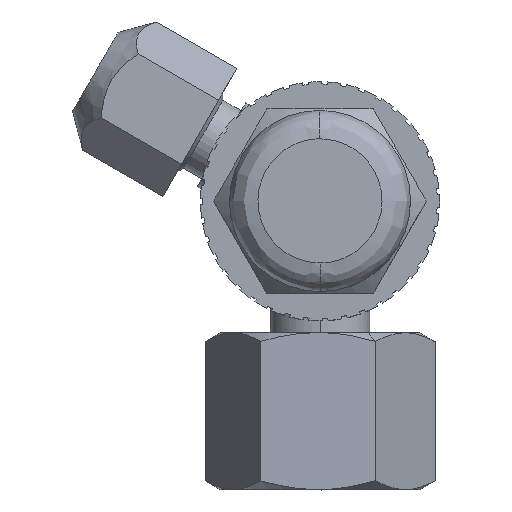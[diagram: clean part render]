
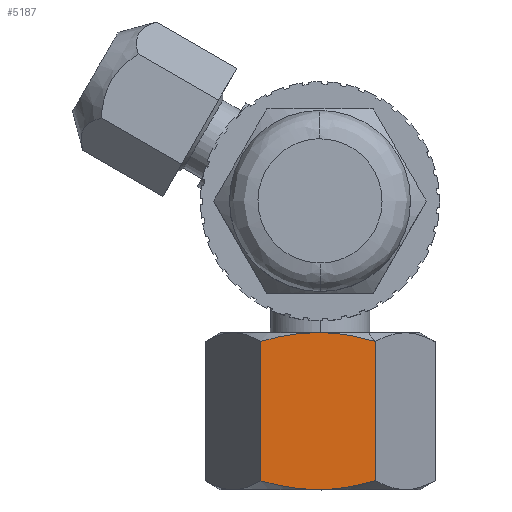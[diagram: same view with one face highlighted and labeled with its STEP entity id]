
A CAD part, top view. The second image highlights one B-rep face of the part: STEP entity #5187.
In plain terms, the highlighted planar face has unit normal (-0.019, 0, 1).
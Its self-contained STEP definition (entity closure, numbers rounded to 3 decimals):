
#112 = CARTESIAN_POINT ( 'NONE',  ( -5.584, -31.441, 8.624 ) ) ;
#171 = CARTESIAN_POINT ( 'NONE',  ( -2.392, -32.036, 8.687 ) ) ;
#328 = B_SPLINE_CURVE_WITH_KNOTS ( 'NONE', 3,
 ( #900, #5097, #171, #7340, #112, #8285 ),
 .UNSPECIFIED., .F., .F.,
 ( 4, 2, 4 ),
 ( 0., 0.003, 0.006 ),
 .UNSPECIFIED. ) ;
#447 = PLANE ( 'NONE',  #9388 ) ;
#460 = DIRECTION ( 'NONE',  ( 0., 1., 0. ) ) ;
#559 = ORIENTED_EDGE ( 'NONE', *, *, #9267, .T. ) ;
#565 = CARTESIAN_POINT ( 'NONE',  ( -2.392, -14.7, 8.687 ) ) ;
#698 = CARTESIAN_POINT ( 'NONE',  ( 4.094, -15.045, 8.813 ) ) ;
#900 = CARTESIAN_POINT ( 'NONE',  ( -0.217, -32.131, 8.729 ) ) ;
#1115 = EDGE_CURVE ( 'NONE', #9678, #5168, #328, .T. ) ;
#1128 = CARTESIAN_POINT ( 'NONE',  ( 5.15, -31.441, 8.834 ) ) ;
#1247 = CARTESIAN_POINT ( 'NONE',  ( -5.584, -15.295, 8.624 ) ) ;
#1875 = EDGE_CURVE ( 'NONE', #4917, #9678, #2209, .T. ) ;
#1897 = ORIENTED_EDGE ( 'NONE', *, *, #3197, .F. ) ;
#2073 = CARTESIAN_POINT ( 'NONE',  ( 6.198, -31.138, 8.854 ) ) ;
#2209 = B_SPLINE_CURVE_WITH_KNOTS ( 'NONE', 3,
 ( #8350, #1128, #3572, #9980, #8405, #2773 ),
 .UNSPECIFIED., .F., .F.,
 ( 4, 2, 4 ),
 ( 0., 0.003, 0.006 ),
 .UNSPECIFIED. ) ;
#2210 = B_SPLINE_CURVE_WITH_KNOTS ( 'NONE', 3,
 ( #3829, #3035, #698, #9455, #3193, #8654 ),
 .UNSPECIFIED., .F., .F.,
 ( 4, 2, 4 ),
 ( 0., 0.003, 0.006 ),
 .UNSPECIFIED. ) ;
#2773 = CARTESIAN_POINT ( 'NONE',  ( -0.217, -32.131, 8.729 ) ) ;
#2885 = DIRECTION ( 'NONE',  ( -1., 0., -0.02 ) ) ;
#2896 = CARTESIAN_POINT ( 'NONE',  ( -6.632, -14.605, 8.604 ) ) ;
#3035 = CARTESIAN_POINT ( 'NONE',  ( 5.15, -15.295, 8.834 ) ) ;
#3059 = VERTEX_POINT ( 'NONE', #8901 ) ;
#3130 = VECTOR ( 'NONE', #460, 1000. ) ;
#3193 = CARTESIAN_POINT ( 'NONE',  ( 0.878, -14.605, 8.751 ) ) ;
#3197 = EDGE_CURVE ( 'NONE', #5168, #3059, #7586, .T. ) ;
#3572 = CARTESIAN_POINT ( 'NONE',  ( 4.094, -31.691, 8.813 ) ) ;
#3634 = CARTESIAN_POINT ( 'NONE',  ( -4.528, -15.045, 8.645 ) ) ;
#3701 = CARTESIAN_POINT ( 'NONE',  ( -0.217, -14.605, 8.729 ) ) ;
#3793 = CARTESIAN_POINT ( 'NONE',  ( -6.632, -15.598, 8.604 ) ) ;
#3829 = CARTESIAN_POINT ( 'NONE',  ( 6.198, -15.598, 8.854 ) ) ;
#4447 = ORIENTED_EDGE ( 'NONE', *, *, #9488, .T. ) ;
#4467 = CARTESIAN_POINT ( 'NONE',  ( -6.632, -31.138, 8.604 ) ) ;
#4527 = DIRECTION ( 'NONE',  ( -0.02, 0., 1. ) ) ;
#4917 = VERTEX_POINT ( 'NONE', #2073 ) ;
#5097 = CARTESIAN_POINT ( 'NONE',  ( -1.312, -32.131, 8.708 ) ) ;
#5168 = VERTEX_POINT ( 'NONE', #4467 ) ;
#5187 = ADVANCED_FACE ( 'NONE', ( #6831 ), #447, .T. ) ;
#5278 = CARTESIAN_POINT ( 'NONE',  ( -0.217, -14.605, 8.729 ) ) ;
#5305 = VERTEX_POINT ( 'NONE', #8775 ) ;
#5397 = CARTESIAN_POINT ( 'NONE',  ( 6.198, -14.605, 8.854 ) ) ;
#5437 = CARTESIAN_POINT ( 'NONE',  ( -1.312, -14.605, 8.708 ) ) ;
#5488 = LINE ( 'NONE', #5397, #8720 ) ;
#6013 = ORIENTED_EDGE ( 'NONE', *, *, #1875, .F. ) ;
#6751 = EDGE_CURVE ( 'NONE', #10227, #3059, #7453, .T. ) ;
#6831 = FACE_OUTER_BOUND ( 'NONE', #7736, .T. ) ;
#7340 = CARTESIAN_POINT ( 'NONE',  ( -4.528, -31.691, 8.645 ) ) ;
#7453 = B_SPLINE_CURVE_WITH_KNOTS ( 'NONE', 3,
 ( #5278, #5437, #565, #3634, #1247, #3793 ),
 .UNSPECIFIED., .F., .F.,
 ( 4, 2, 4 ),
 ( 0., 0.003, 0.006 ),
 .UNSPECIFIED. ) ;
#7548 = ORIENTED_EDGE ( 'NONE', *, *, #1115, .F. ) ;
#7586 = LINE ( 'NONE', #2896, #3130 ) ;
#7736 = EDGE_LOOP ( 'NONE', ( #1897, #7548, #6013, #4447, #559, #9218 ) ) ;
#8285 = CARTESIAN_POINT ( 'NONE',  ( -6.632, -31.138, 8.604 ) ) ;
#8350 = CARTESIAN_POINT ( 'NONE',  ( 6.198, -31.138, 8.854 ) ) ;
#8405 = CARTESIAN_POINT ( 'NONE',  ( 0.878, -32.131, 8.751 ) ) ;
#8654 = CARTESIAN_POINT ( 'NONE',  ( -0.217, -14.605, 8.729 ) ) ;
#8720 = VECTOR ( 'NONE', #9435, 1000. ) ;
#8775 = CARTESIAN_POINT ( 'NONE',  ( 6.198, -15.598, 8.854 ) ) ;
#8901 = CARTESIAN_POINT ( 'NONE',  ( -6.632, -15.598, 8.604 ) ) ;
#9218 = ORIENTED_EDGE ( 'NONE', *, *, #6751, .T. ) ;
#9267 = EDGE_CURVE ( 'NONE', #5305, #10227, #2210, .T. ) ;
#9388 = AXIS2_PLACEMENT_3D ( 'NONE', #10093, #4527, #2885 ) ;
#9435 = DIRECTION ( 'NONE',  ( 0., 1., 0. ) ) ;
#9455 = CARTESIAN_POINT ( 'NONE',  ( 1.958, -14.7, 8.772 ) ) ;
#9488 = EDGE_CURVE ( 'NONE', #4917, #5305, #5488, .T. ) ;
#9636 = CARTESIAN_POINT ( 'NONE',  ( -0.217, -32.131, 8.729 ) ) ;
#9678 = VERTEX_POINT ( 'NONE', #9636 ) ;
#9980 = CARTESIAN_POINT ( 'NONE',  ( 1.958, -32.036, 8.772 ) ) ;
#10093 = CARTESIAN_POINT ( 'NONE',  ( -6.632, -14.605, 8.604 ) ) ;
#10227 = VERTEX_POINT ( 'NONE', #3701 ) ;
